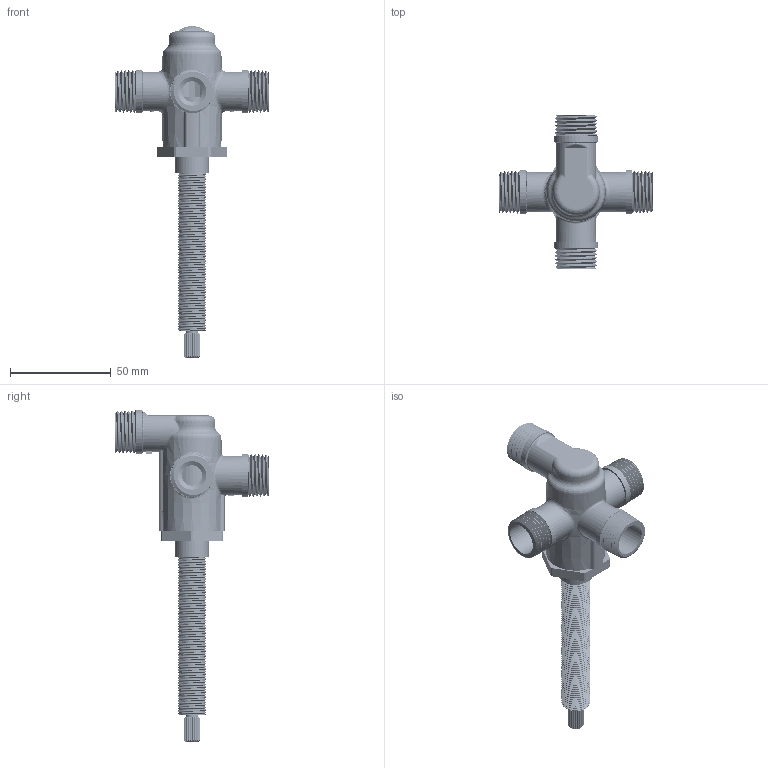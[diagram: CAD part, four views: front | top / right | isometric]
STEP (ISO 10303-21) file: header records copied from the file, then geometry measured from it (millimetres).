
FILE_DESCRIPTION((''),'2;1');
FILE_NAME('1-618_ASM','2016-09-13T',('rsmith'),(''),'PRO/ENGINEER BY PARAMETRIC TECHNOLOGY CORPORATION, 2013150','PRO/ENGINEER BY PARAMETRIC TECHNOLOGY CORPORATION, 2013150','');
FILE_SCHEMA(('CONFIG_CONTROL_DESIGN'));
Products named in the file (9): 11352; 1-189; 91439; 91440; 11351; 11345; 10631; 91099; 1-618_ASM
Assembly tree (8 placements, depth 2):
  1-618_ASM
    11352
    1-189
    91439
    91440
    11351
    11345
    10631
    91099
Bounding box: 76.2 x 76.2 x 164.49 mm (x, y, z)
Volume: 55280 mm3; surface area: 53467.9 mm2
Topology: 9 solids, 14 shells, 1983 faces, 5530 edges, 3590 vertices
Faces by surface type: cylinder 861, plane 617, bspline 301, cone 122, torus 76, sphere 6
Entity records: 147798 total; most frequent: CARTESIAN_POINT 101507, ORIENTED_EDGE 11020, DIRECTION 7603, EDGE_CURVE 5514, VERTEX_POINT 3590, AXIS2_PLACEMENT_3D 2821, B_SPLINE_CURVE_WITH_KNOTS 2435, EDGE_LOOP 2047
